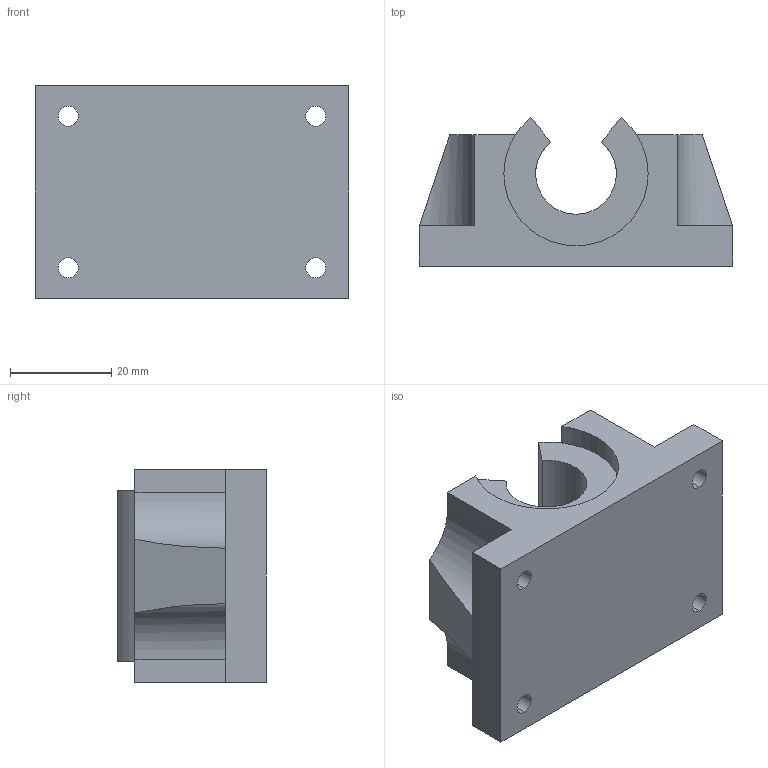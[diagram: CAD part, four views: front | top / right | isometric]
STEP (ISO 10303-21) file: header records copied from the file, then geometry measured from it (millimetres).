
FILE_DESCRIPTION (( 'STEP AP214' ), '1' );
FILE_NAME ('B580 Ëèíåéíûé ïîäøèïíèê TBR â àëþìèíèåâîì êîðïóñå äëÿ âàëîâ O 16 ìì.STEP', '2026-03-09T19:41:34', ( '' ), ( '' ), 'SwSTEP 2.0', 'SolidWorks 2026', '' );
FILE_SCHEMA (( 'AUTOMOTIVE_DESIGN' ));
Length unit declared in the file: millimetre
Products named in the file (1): B580 Линейный подшипник TBR в алюминиевом корпусе для валов Ø 16 мм
Bounding box: 62 x 29.41 x 42 mm (x, y, z)
Volume: 45133.9 mm3; surface area: 11469.3 mm2
Topology: 1 solids, 1 shells, 44 faces, 118 edges, 76 vertices
Faces by surface type: cylinder 23, plane 21
Entity records: 1423 total; most frequent: CARTESIAN_POINT 251, DIRECTION 250, ORIENTED_EDGE 236, EDGE_CURVE 118, AXIS2_PLACEMENT_3D 91, VERTEX_POINT 76, VECTOR 68, LINE 68
